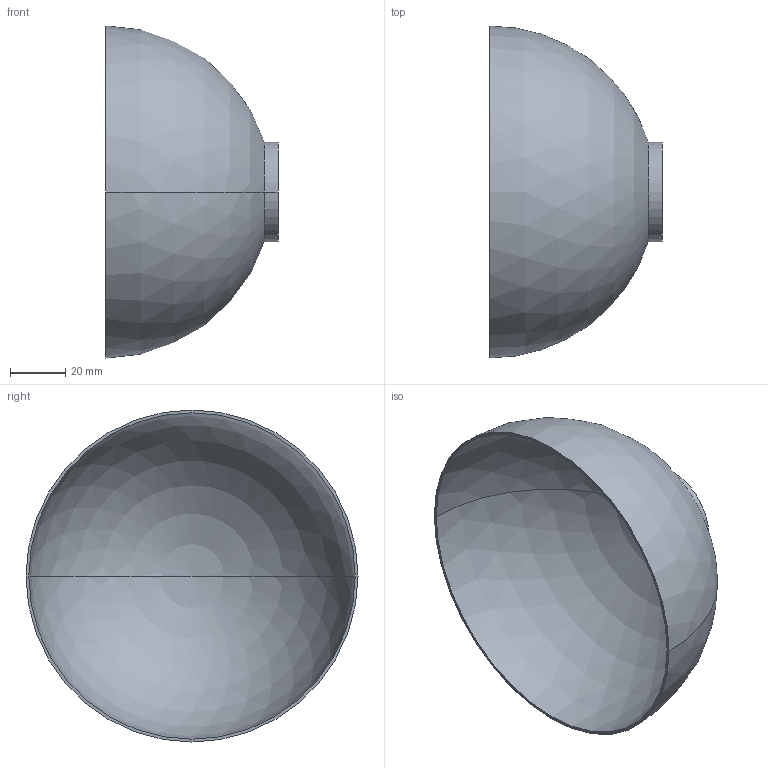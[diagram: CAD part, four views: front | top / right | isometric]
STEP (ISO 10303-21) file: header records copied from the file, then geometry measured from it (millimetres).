
FILE_DESCRIPTION((''),'2;1');
FILE_NAME('HEAD_BACK','2008-09-05T',('mmeadows'),(''),'PRO/ENGINEER BY PARAMETRIC TECHNOLOGY CORPORATION, 2008340','PRO/ENGINEER BY PARAMETRIC TECHNOLOGY CORPORATION, 2008340','');
FILE_SCHEMA(('AUTOMOTIVE_DESIGN { 1 0 10303 214 1 1 1 1 }'));
Length unit declared in the file: centimetre
Products named in the file (1): HEAD_BACK
Bounding box: 62.24 x 120 x 120 mm (x, y, z)
Volume: 22777.6 mm3; surface area: 45927.1 mm2
Topology: 1 solids, 1 shells, 12 faces, 27 edges, 16 vertices
Faces by surface type: sphere 6, cylinder 4, plane 2
Entity records: 459 total; most frequent: DIRECTION 73, CARTESIAN_POINT 54, ORIENTED_EDGE 44, AXIS2_PLACEMENT_3D 34, PRESENTATION_STYLE_ASSIGNMENT 25, STYLED_ITEM 25, CURVE_STYLE 24, EDGE_CURVE 22
